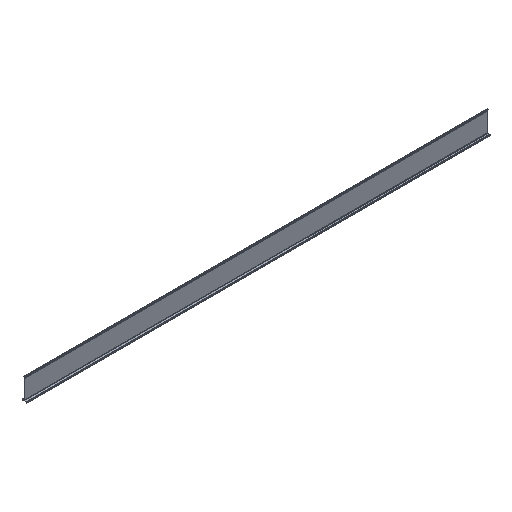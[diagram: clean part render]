
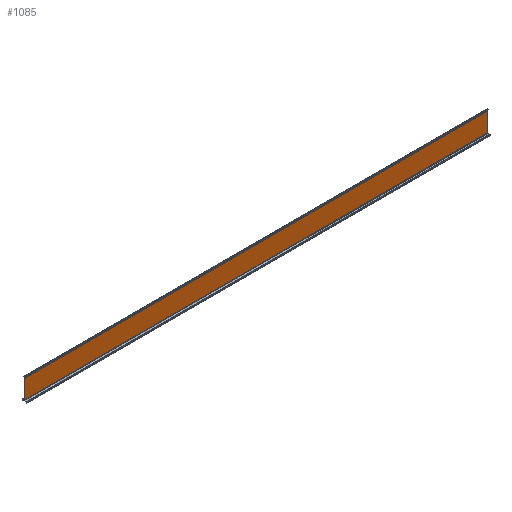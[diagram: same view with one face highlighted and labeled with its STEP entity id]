
A CAD part, isometric view. The second image highlights one B-rep face of the part: STEP entity #1085.
In plain terms, the highlighted planar face has unit normal (0, -1, 0).
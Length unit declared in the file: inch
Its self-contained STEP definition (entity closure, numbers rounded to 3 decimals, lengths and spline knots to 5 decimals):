
#31 = CARTESIAN_POINT ( 'NONE',  ( 72., -0.055, 2.94831 ) ) ;
#38 = DIRECTION ( 'NONE',  ( -1., 0., 0. ) ) ;
#63 = CARTESIAN_POINT ( 'NONE',  ( 72., -0.055, 0.02 ) ) ;
#142 = ORIENTED_EDGE ( 'NONE', *, *, #364, .F. ) ;
#191 = AXIS2_PLACEMENT_3D ( 'NONE', #63, #453, #1306 ) ;
#253 = VERTEX_POINT ( 'NONE', #719 ) ;
#276 = EDGE_CURVE ( 'NONE', #1388, #297, #1020, .T. ) ;
#297 = VERTEX_POINT ( 'NONE', #642 ) ;
#330 = PLANE ( 'NONE',  #191 ) ;
#358 = VECTOR ( 'NONE', #38, 39.37008 ) ;
#364 = EDGE_CURVE ( 'NONE', #468, #253, #674, .T. ) ;
#404 = LINE ( 'NONE', #31, #358 ) ;
#430 = CARTESIAN_POINT ( 'NONE',  ( 72., -0.055, 2.94831 ) ) ;
#447 = CARTESIAN_POINT ( 'NONE',  ( 72., -0.055, 0.02 ) ) ;
#453 = DIRECTION ( 'NONE',  ( 0., -1., 0. ) ) ;
#468 = VERTEX_POINT ( 'NONE', #430 ) ;
#529 = DIRECTION ( 'NONE',  ( 0., 0., -1. ) ) ;
#532 = CARTESIAN_POINT ( 'NONE',  ( 72., -0.055, 3.10847 ) ) ;
#556 = EDGE_LOOP ( 'NONE', ( #142, #1321, #1506, #1067 ) ) ;
#579 = DIRECTION ( 'NONE',  ( 1., 0., 0. ) ) ;
#614 = EDGE_CURVE ( 'NONE', #468, #1388, #404, .T. ) ;
#642 = CARTESIAN_POINT ( 'NONE',  ( 0., -0.055, 0.02 ) ) ;
#674 = LINE ( 'NONE', #532, #733 ) ;
#681 = DIRECTION ( 'NONE',  ( 0., 0., -1. ) ) ;
#685 = CARTESIAN_POINT ( 'NONE',  ( 0., -0.055, 3.10847 ) ) ;
#719 = CARTESIAN_POINT ( 'NONE',  ( 72., -0.055, 0.02 ) ) ;
#733 = VECTOR ( 'NONE', #529, 39.37008 ) ;
#741 = VECTOR ( 'NONE', #681, 39.37008 ) ;
#881 = EDGE_CURVE ( 'NONE', #297, #253, #1561, .T. ) ;
#1020 = LINE ( 'NONE', #685, #741 ) ;
#1067 = ORIENTED_EDGE ( 'NONE', *, *, #881, .T. ) ;
#1085 = ADVANCED_FACE ( 'NONE', ( #1248 ), #330, .T. ) ;
#1248 = FACE_OUTER_BOUND ( 'NONE', #556, .T. ) ;
#1306 = DIRECTION ( 'NONE',  ( 0., 0., -1. ) ) ;
#1321 = ORIENTED_EDGE ( 'NONE', *, *, #614, .T. ) ;
#1388 = VERTEX_POINT ( 'NONE', #1591 ) ;
#1506 = ORIENTED_EDGE ( 'NONE', *, *, #276, .T. ) ;
#1557 = VECTOR ( 'NONE', #579, 39.37008 ) ;
#1561 = LINE ( 'NONE', #447, #1557 ) ;
#1591 = CARTESIAN_POINT ( 'NONE',  ( 0., -0.055, 2.94831 ) ) ;
